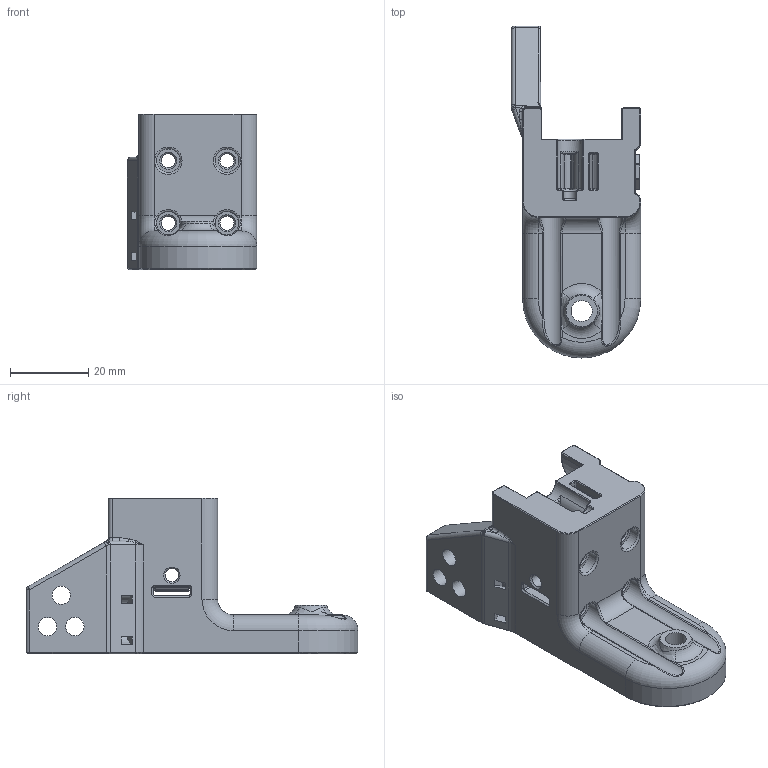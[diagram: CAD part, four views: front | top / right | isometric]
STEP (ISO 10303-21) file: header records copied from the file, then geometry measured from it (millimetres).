
FILE_DESCRIPTION(/* description */ (''),/* implementation_level */ '2;1');
FILE_NAME(/* name */ 'Trident_Z_Carriage_Rear__Generic_UPDATED.step',/* time_stamp */ '2022-10-20T09:32:34-04:00',/* author */ (''),/* organization */ (''),/* preprocessor_version */ 'ST-DEVELOPER v19',/* originating_system */ 'Autodesk Translation Framework v11.7.0.108',/* authorisation */ '');
FILE_SCHEMA (('AUTOMOTIVE_DESIGN { 1 0 10303 214 3 1 1 }'));
Length unit declared in the file: millimetre
Products named in the file (2): Trident_Z_Carriage_Rear__Generic_UPDATED; Tensioning Slider
Assembly tree (1 placements, depth 2):
  Trident_Z_Carriage_Rear__Generic_UPDATED
    Tensioning Slider
Bounding box: 33.1 x 84.9 x 39.9 mm (x, y, z)
Volume: 35239.2 mm3; surface area: 14219.6 mm2
Topology: 2 solids, 2 shells, 553 faces, 1311 edges, 758 vertices
Faces by surface type: plane 220, cylinder 130, cone 113, torus 49, bspline 36, sphere 5
Full cylindrical faces by diameter (mm): 3.4 x2, 3.6 x4, 4.7 x4, 5.4 x1, 6 x4
Entity records: 16894 total; most frequent: CARTESIAN_POINT 4071, DIRECTION 2748, ORIENTED_EDGE 2614, EDGE_CURVE 1307, AXIS2_PLACEMENT_3D 991, LINE 766, VECTOR 766, VERTEX_POINT 758
